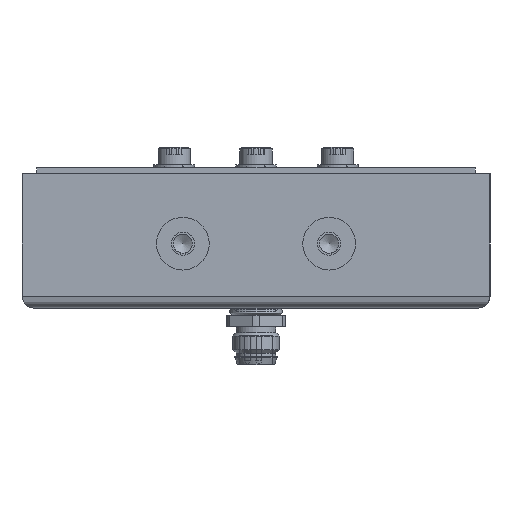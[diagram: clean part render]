
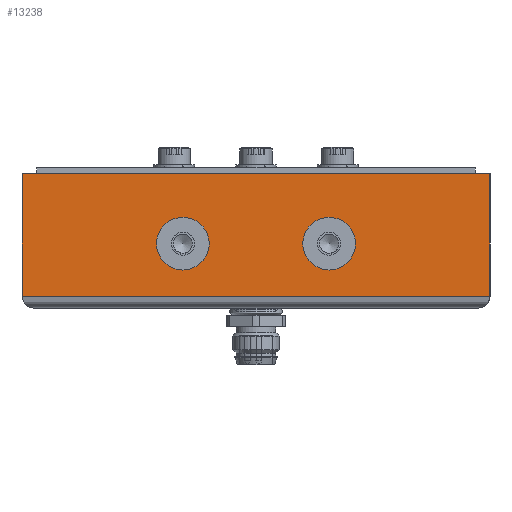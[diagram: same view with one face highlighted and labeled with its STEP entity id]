
A CAD part, left-side view. The second image highlights one B-rep face of the part: STEP entity #13238.
In plain terms, the highlighted face is planar.
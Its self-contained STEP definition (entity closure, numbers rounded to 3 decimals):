
#5981=CIRCLE('',#12461,4.5);
#5982=CIRCLE('',#12462,4.5);
#6333=ORIENTED_EDGE('',*,*,#8212,.T.);
#6334=ORIENTED_EDGE('',*,*,#8202,.F.);
#6335=ORIENTED_EDGE('',*,*,#8209,.F.);
#6336=ORIENTED_EDGE('',*,*,#8213,.F.);
#6337=ORIENTED_EDGE('',*,*,#8214,.F.);
#6338=ORIENTED_EDGE('',*,*,#8215,.F.);
#7402=VECTOR('',#9624,1.);
#7409=VECTOR('',#9633,1.);
#7412=VECTOR('',#9638,1.);
#7413=VECTOR('',#9639,1.);
#7598=LINE('',#11180,#7402);
#7605=LINE('',#11194,#7409);
#7608=LINE('',#11200,#7412);
#7609=LINE('',#11201,#7413);
#7794=VERTEX_POINT('',#11177);
#7795=VERTEX_POINT('',#11179);
#7801=VERTEX_POINT('',#11193);
#7803=VERTEX_POINT('',#11199);
#7804=VERTEX_POINT('',#11202);
#7805=VERTEX_POINT('',#11204);
#8202=EDGE_CURVE('',#7794,#7795,#7598,.T.);
#8209=EDGE_CURVE('',#7801,#7794,#7605,.T.);
#8212=EDGE_CURVE('',#7803,#7795,#7608,.T.);
#8213=EDGE_CURVE('',#7803,#7801,#7609,.T.);
#8214=EDGE_CURVE('',#7804,#7804,#5981,.T.);
#8215=EDGE_CURVE('',#7805,#7805,#5982,.T.);
#8744=EDGE_LOOP('',(#6333,#6334,#6335,#6336));
#8745=EDGE_LOOP('',(#6337));
#8746=EDGE_LOOP('',(#6338));
#9182=FACE_BOUND('',#8744,.T.);
#9183=FACE_BOUND('',#8745,.T.);
#9184=FACE_BOUND('',#8746,.T.);
#9624=DIRECTION('',(0.,80.,0.));
#9633=DIRECTION('',(0.,0.,21.));
#9636=DIRECTION('',(1.,0.,0.));
#9637=DIRECTION('',(0.,-1.,0.));
#9638=DIRECTION('',(0.,0.,21.));
#9639=DIRECTION('',(0.,-80.,0.));
#9640=DIRECTION('',(1.,0.,0.));
#9641=DIRECTION('',(0.,-4.5,0.));
#9642=DIRECTION('',(1.,0.,0.));
#9643=DIRECTION('',(0.,-4.5,0.));
#11177=CARTESIAN_POINT('',(1240.,0.,23.));
#11179=CARTESIAN_POINT('',(1240.,80.,23.));
#11180=CARTESIAN_POINT('',(1240.,0.,23.));
#11193=CARTESIAN_POINT('',(1240.,0.,2.));
#11194=CARTESIAN_POINT('',(1240.,0.,2.));
#11198=CARTESIAN_POINT('',(1240.,0.,0.));
#11199=CARTESIAN_POINT('',(1240.,80.,2.));
#11200=CARTESIAN_POINT('',(1240.,80.,2.));
#11201=CARTESIAN_POINT('',(1240.,80.,2.));
#11202=CARTESIAN_POINT('',(1240.,23.,11.));
#11203=CARTESIAN_POINT('',(1240.,27.5,11.));
#11204=CARTESIAN_POINT('',(1240.,48.,11.));
#11205=CARTESIAN_POINT('',(1240.,52.5,11.));
#12460=AXIS2_PLACEMENT_3D('',#11198,#9636,#9637);
#12461=AXIS2_PLACEMENT_3D('',#11203,#9640,#9641);
#12462=AXIS2_PLACEMENT_3D('',#11205,#9642,#9643);
#13139=PLANE('',#12460);
#13238=ADVANCED_FACE('',(#9182,#9183,#9184),#13139,.T.);
